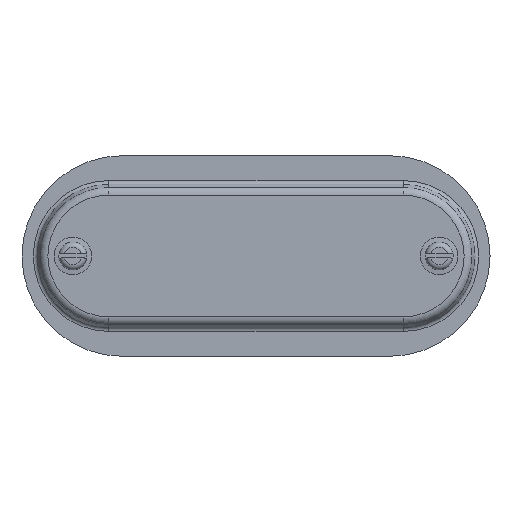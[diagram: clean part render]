
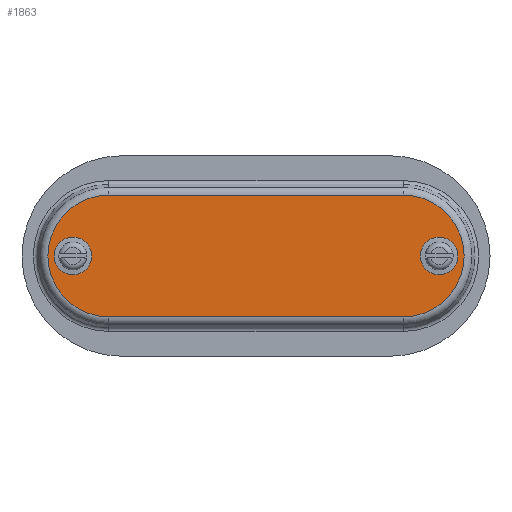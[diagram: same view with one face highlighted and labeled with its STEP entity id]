
A CAD part, top view. The second image highlights one B-rep face of the part: STEP entity #1863.
In plain terms, the highlighted planar face has unit normal (0, 0, 1).
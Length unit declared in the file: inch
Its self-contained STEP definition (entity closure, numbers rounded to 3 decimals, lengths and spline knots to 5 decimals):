
#134=FACE_BOUND('',#350,.T.);
#135=FACE_BOUND('',#351,.T.);
#166=PLANE('',#2097);
#226=FACE_OUTER_BOUND('',#349,.T.);
#349=EDGE_LOOP('',(#1346,#1347,#1348,#1349));
#350=EDGE_LOOP('',(#1350));
#351=EDGE_LOOP('',(#1351));
#500=LINE('',#2932,#620);
#501=LINE('',#2935,#621);
#620=VECTOR('',#2388,4.405);
#621=VECTOR('',#2391,4.405);
#734=CIRCLE('',#2098,0.91054);
#735=CIRCLE('',#2099,0.91054);
#736=CIRCLE('',#2100,0.121);
#737=CIRCLE('',#2101,0.121);
#844=VERTEX_POINT('',#2928);
#845=VERTEX_POINT('',#2929);
#846=VERTEX_POINT('',#2931);
#847=VERTEX_POINT('',#2933);
#848=VERTEX_POINT('',#2936);
#849=VERTEX_POINT('',#2938);
#1038=EDGE_CURVE('',#844,#845,#734,.T.);
#1039=EDGE_CURVE('',#845,#846,#500,.T.);
#1040=EDGE_CURVE('',#846,#847,#735,.T.);
#1041=EDGE_CURVE('',#847,#844,#501,.T.);
#1042=EDGE_CURVE('',#848,#848,#736,.T.);
#1043=EDGE_CURVE('',#849,#849,#737,.T.);
#1346=ORIENTED_EDGE('',*,*,#1038,.T.);
#1347=ORIENTED_EDGE('',*,*,#1039,.T.);
#1348=ORIENTED_EDGE('',*,*,#1040,.T.);
#1349=ORIENTED_EDGE('',*,*,#1041,.T.);
#1350=ORIENTED_EDGE('',*,*,#1042,.T.);
#1351=ORIENTED_EDGE('',*,*,#1043,.T.);
#1863=ADVANCED_FACE('',(#226,#134,#135),#166,.T.);
#2097=AXIS2_PLACEMENT_3D('',#2927,#2384,#2385);
#2098=AXIS2_PLACEMENT_3D('',#2930,#2386,#2387);
#2099=AXIS2_PLACEMENT_3D('',#2934,#2389,#2390);
#2100=AXIS2_PLACEMENT_3D('',#2937,#2392,#2393);
#2101=AXIS2_PLACEMENT_3D('',#2939,#2394,#2395);
#2384=DIRECTION('center_axis',(0.,0.,1.));
#2385=DIRECTION('ref_axis',(1.,0.,0.));
#2386=DIRECTION('center_axis',(0.,0.,1.));
#2387=DIRECTION('ref_axis',(1.,0.,0.));
#2388=DIRECTION('',(-1.,0.,0.));
#2389=DIRECTION('center_axis',(0.,0.,1.));
#2390=DIRECTION('ref_axis',(1.,0.,0.));
#2391=DIRECTION('',(1.,0.,0.));
#2392=DIRECTION('center_axis',(0.,0.,-1.));
#2393=DIRECTION('ref_axis',(-1.,0.,0.));
#2394=DIRECTION('center_axis',(0.,0.,-1.));
#2395=DIRECTION('ref_axis',(-1.,0.,0.));
#2927=CARTESIAN_POINT('Origin',(-2.,0.,0.3));
#2928=CARTESIAN_POINT('',(2.2025,-0.91054,0.3));
#2929=CARTESIAN_POINT('',(2.2025,0.91054,0.3));
#2930=CARTESIAN_POINT('Origin',(2.2025,0.,0.3));
#2931=CARTESIAN_POINT('',(-2.2025,0.91054,0.3));
#2932=CARTESIAN_POINT('',(2.2025,0.91054,0.3));
#2933=CARTESIAN_POINT('',(-2.2025,-0.91054,0.3));
#2934=CARTESIAN_POINT('Origin',(-2.2025,0.,0.3));
#2935=CARTESIAN_POINT('',(-2.2025,-0.91054,0.3));
#2936=CARTESIAN_POINT('',(2.619,0.,0.3));
#2937=CARTESIAN_POINT('Origin',(2.74,0.,0.3));
#2938=CARTESIAN_POINT('',(-2.861,0.,0.3));
#2939=CARTESIAN_POINT('Origin',(-2.74,0.,0.3));
